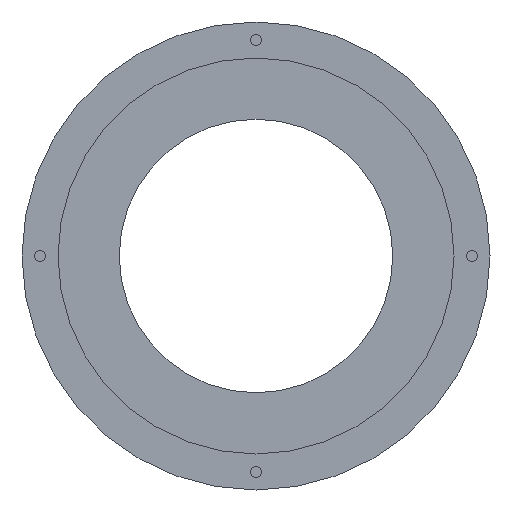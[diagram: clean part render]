
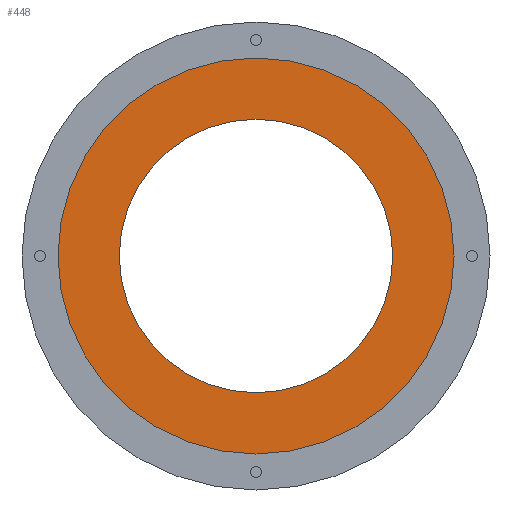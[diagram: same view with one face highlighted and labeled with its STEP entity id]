
A CAD part, front view. The second image highlights one B-rep face of the part: STEP entity #448.
In plain terms, the highlighted planar face has unit normal (0, -1, 0).
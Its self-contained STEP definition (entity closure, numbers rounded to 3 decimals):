
#22=FACE_BOUND('',#87,.T.);
#30=PLANE('',#504);
#52=FACE_OUTER_BOUND('',#86,.T.);
#86=EDGE_LOOP('',(#350));
#87=EDGE_LOOP('',(#351));
#112=CIRCLE('',#505,27.5);
#113=CIRCLE('',#506,19.);
#213=VERTEX_POINT('',#1210);
#214=VERTEX_POINT('',#1212);
#267=EDGE_CURVE('',#213,#213,#112,.T.);
#268=EDGE_CURVE('',#214,#214,#113,.T.);
#350=ORIENTED_EDGE('',*,*,#267,.F.);
#351=ORIENTED_EDGE('',*,*,#268,.T.);
#448=ADVANCED_FACE('',(#52,#22),#30,.F.);
#504=AXIS2_PLACEMENT_3D('',#1209,#598,#599);
#505=AXIS2_PLACEMENT_3D('',#1211,#600,#601);
#506=AXIS2_PLACEMENT_3D('',#1213,#602,#603);
#598=DIRECTION('center_axis',(0.,1.,0.));
#599=DIRECTION('ref_axis',(0.,0.,-1.));
#600=DIRECTION('center_axis',(0.,1.,0.));
#601=DIRECTION('ref_axis',(0.,0.,-1.));
#602=DIRECTION('center_axis',(0.,1.,0.));
#603=DIRECTION('ref_axis',(0.,0.,-1.));
#1209=CARTESIAN_POINT('Origin',(0.,10.,0.));
#1210=CARTESIAN_POINT('',(0.,10.,27.5));
#1211=CARTESIAN_POINT('Origin',(0.,10.,0.));
#1212=CARTESIAN_POINT('',(0.,10.,19.));
#1213=CARTESIAN_POINT('Origin',(0.,10.,0.));
